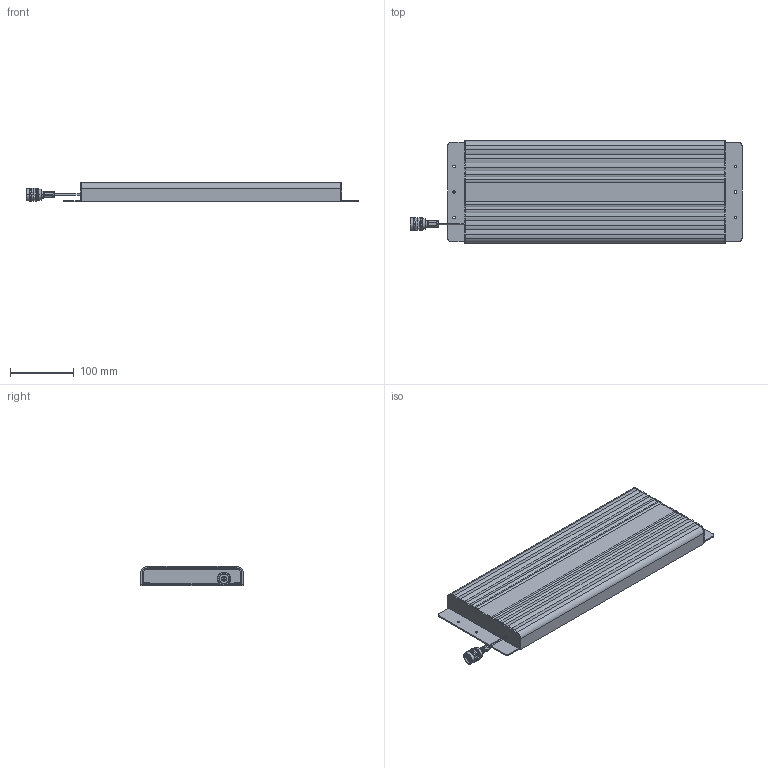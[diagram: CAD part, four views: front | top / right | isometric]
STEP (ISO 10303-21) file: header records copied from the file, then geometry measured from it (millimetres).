
FILE_DESCRIPTION (( 'STEP AP214' ), '1' );
FILE_NAME ('FMANFP1070_3D.step', '2023-02-02T08:15:11', ( '' ), ( '' ), 'SwSTEP 2.0', 'SolidWorks 2022', '' );
FILE_SCHEMA (( 'AUTOMOTIVE_DESIGN' ));
Length unit declared in the file: inch
Products named in the file (3): FMANFP1070_3D; FMANFP1070_Base Model; PE4329_Assemble
Assembly tree (2 placements, depth 2):
  FMANFP1070_3D
    FMANFP1070_Base Model
    PE4329_Assemble
Bounding box: 519.07 x 160 x 30.95 mm (x, y, z)
Volume: 446211 mm3; surface area: 469903.5 mm2
Topology: 42 solids, 42 shells, 2162 faces, 5160 edges, 3092 vertices
Faces by surface type: bspline 824, cylinder 622, plane 510, cone 108, sphere 56, torus 42
Entity records: 73056 total; most frequent: CARTESIAN_POINT 31398, ORIENTED_EDGE 10224, DIRECTION 6466, EDGE_CURVE 5112, VERTEX_POINT 3092, AXIS2_PLACEMENT_3D 2491, EDGE_LOOP 2300, FACE_OUTER_BOUND 2162
